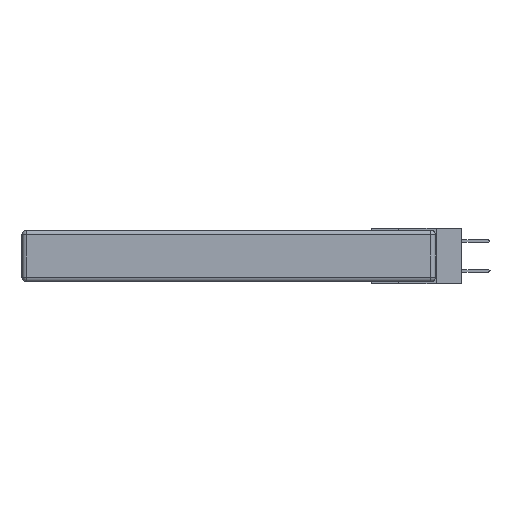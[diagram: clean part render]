
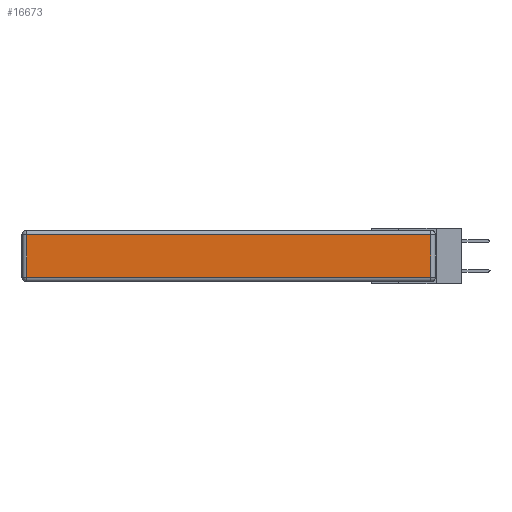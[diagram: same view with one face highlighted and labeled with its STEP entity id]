
A CAD part, left-side view. The second image highlights one B-rep face of the part: STEP entity #16673.
In plain terms, the highlighted planar face has unit normal (-1, 0, 0).
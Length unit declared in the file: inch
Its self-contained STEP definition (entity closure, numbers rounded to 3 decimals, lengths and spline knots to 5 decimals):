
#35 = CARTESIAN_POINT ( 'NONE',  ( 0., 2.75, -0.03 ) ) ;
#602 = ORIENTED_EDGE ( 'NONE', *, *, #22672, .T. ) ;
#905 = VECTOR ( 'NONE', #12902, 39.37008 ) ;
#1433 = LINE ( 'NONE', #35, #21567 ) ;
#2113 = EDGE_CURVE ( 'NONE', #4231, #2547, #23023, .T. ) ;
#2406 = VERTEX_POINT ( 'NONE', #4574 ) ;
#2547 = VERTEX_POINT ( 'NONE', #13185 ) ;
#4231 = VERTEX_POINT ( 'NONE', #12707 ) ;
#4574 = CARTESIAN_POINT ( 'NONE',  ( 0., 0.03, -0.03 ) ) ;
#4639 = ORIENTED_EDGE ( 'NONE', *, *, #8489, .T. ) ;
#6414 = EDGE_CURVE ( 'NONE', #22228, #2406, #24715, .T. ) ;
#7638 = EDGE_LOOP ( 'NONE', ( #602, #10710, #4639, #8416 ) ) ;
#7717 = CARTESIAN_POINT ( 'NONE',  ( 0., 0., -0.313 ) ) ;
#7829 = VECTOR ( 'NONE', #10343, 39.37008 ) ;
#7962 = DIRECTION ( 'NONE',  ( 0., -1., 0. ) ) ;
#8416 = ORIENTED_EDGE ( 'NONE', *, *, #2113, .T. ) ;
#8489 = EDGE_CURVE ( 'NONE', #2406, #4231, #1433, .T. ) ;
#9254 = AXIS2_PLACEMENT_3D ( 'NONE', #23675, #11846, #9990 ) ;
#9990 = DIRECTION ( 'NONE',  ( 0., 0., 1. ) ) ;
#10343 = DIRECTION ( 'NONE',  ( 0., 0., -1. ) ) ;
#10710 = ORIENTED_EDGE ( 'NONE', *, *, #6414, .T. ) ;
#11846 = DIRECTION ( 'NONE',  ( -1., 0., 0. ) ) ;
#12314 = CARTESIAN_POINT ( 'NONE',  ( 0., 0.03, -0.313 ) ) ;
#12707 = CARTESIAN_POINT ( 'NONE',  ( 0., 2.72, -0.03 ) ) ;
#12902 = DIRECTION ( 'NONE',  ( 0., 0., 1. ) ) ;
#13185 = CARTESIAN_POINT ( 'NONE',  ( 0., 2.72, -0.313 ) ) ;
#13382 = PLANE ( 'NONE',  #9254 ) ;
#13706 = DIRECTION ( 'NONE',  ( 0., 1., 0. ) ) ;
#16673 = ADVANCED_FACE ( 'NONE', ( #16969 ), #13382, .T. ) ;
#16874 = VECTOR ( 'NONE', #7962, 39.37008 ) ;
#16969 = FACE_OUTER_BOUND ( 'NONE', #7638, .T. ) ;
#18091 = LINE ( 'NONE', #7717, #16874 ) ;
#20549 = CARTESIAN_POINT ( 'NONE',  ( 0., 0.03, -0.343 ) ) ;
#21567 = VECTOR ( 'NONE', #13706, 39.37008 ) ;
#22228 = VERTEX_POINT ( 'NONE', #12314 ) ;
#22672 = EDGE_CURVE ( 'NONE', #2547, #22228, #18091, .T. ) ;
#23023 = LINE ( 'NONE', #23819, #7829 ) ;
#23675 = CARTESIAN_POINT ( 'NONE',  ( 0., 0., -0.343 ) ) ;
#23819 = CARTESIAN_POINT ( 'NONE',  ( 0., 2.72, -0.343 ) ) ;
#24715 = LINE ( 'NONE', #20549, #905 ) ;
